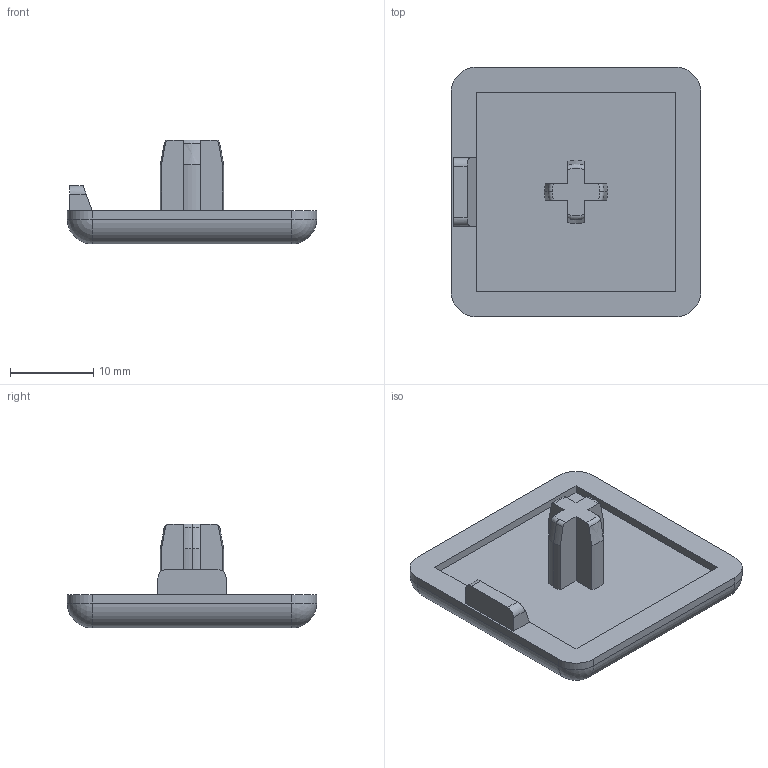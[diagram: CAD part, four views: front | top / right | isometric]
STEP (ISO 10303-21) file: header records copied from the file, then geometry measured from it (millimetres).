
FILE_DESCRIPTION(('STEP AP214'),'1');
FILE_NAME('fath_091027.stp','2017-05-01T06:13:28',('TraceParts'),('TraceParts S.A.'),'Spatial InterOp 3D',' ',' ');
FILE_SCHEMA(('automotive_design'));
Length unit declared in the file: millimetre
Products named in the file (1): fath_091027
Bounding box: 30 x 30 x 12.5 mm (x, y, z)
Volume: 3072.4 mm3; surface area: 2508.2 mm2
Topology: 1 solids, 1 shells, 57 faces, 145 edges, 88 vertices
Faces by surface type: plane 25, cylinder 16, torus 6, cone 6, sphere 4
Entity records: 2188 total; most frequent: CARTESIAN_POINT 357, DIRECTION 283, ORIENTED_EDGE 282, EDGE_CURVE 141, AXIS2_PLACEMENT_3D 102, VERTEX_POINT 88, LINE 79, VECTOR 79
